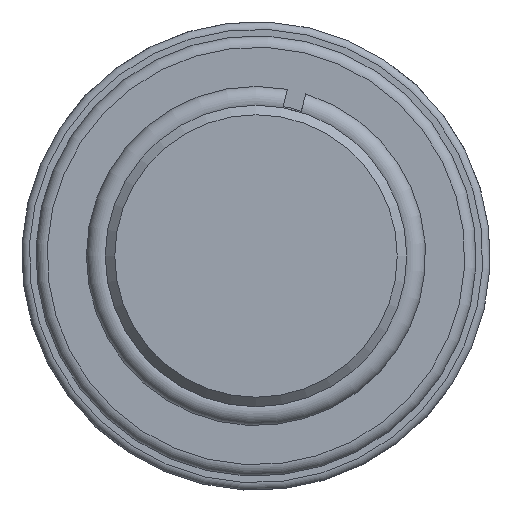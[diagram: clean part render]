
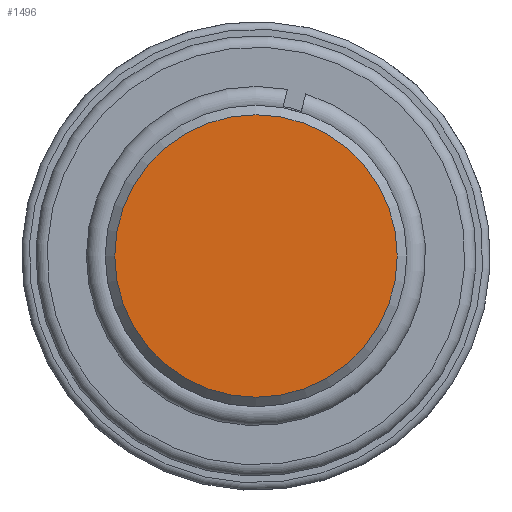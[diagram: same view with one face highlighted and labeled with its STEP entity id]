
A CAD part, left-side view. The second image highlights one B-rep face of the part: STEP entity #1496.
In plain terms, the highlighted planar face has unit normal (-1, 0, 0).
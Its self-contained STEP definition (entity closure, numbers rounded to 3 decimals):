
#1476=CARTESIAN_POINT('',(0.,7.475,0.0));
#1477=VERTEX_POINT('',#1476);
#1478=CARTESIAN_POINT('',(0.0,0.0,0.0));
#1479=DIRECTION('',(1.0,0.0,0.0));
#1480=DIRECTION('',(0.0,1.0,0.0));
#1481=AXIS2_PLACEMENT_3D('',#1478,#1479,#1480);
#1482=CIRCLE('',#1481,7.475);
#1483=EDGE_CURVE('',#1477,#1477,#1482,.T.);
#1488=CARTESIAN_POINT('',(0.,6.988,0.0));
#1489=DIRECTION('',(-1.0,0.0,0.0));
#1490=DIRECTION('',(0.0,0.0,1.0));
#1491=AXIS2_PLACEMENT_3D('',#1488,#1489,#1490);
#1492=PLANE('',#1491);
#1493=ORIENTED_EDGE('',*,*,#1483,.F.);
#1494=EDGE_LOOP('',(#1493));
#1495=FACE_OUTER_BOUND('',#1494,.T.);
#1496=ADVANCED_FACE('',(#1495),#1492,.T.);
